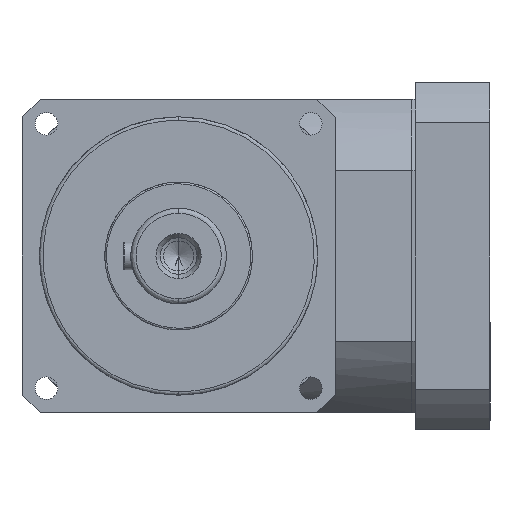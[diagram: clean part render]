
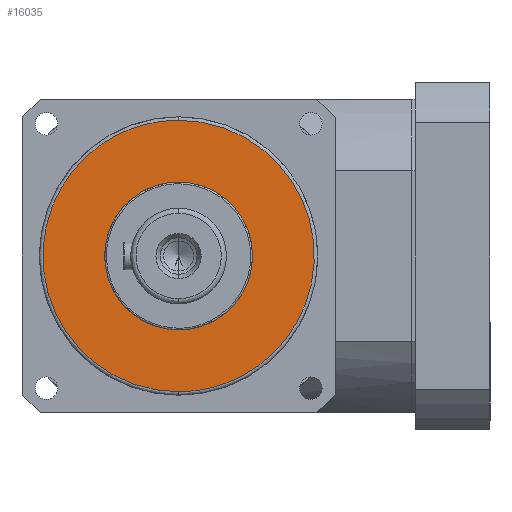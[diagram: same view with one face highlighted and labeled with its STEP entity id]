
A CAD part, left-side view. The second image highlights one B-rep face of the part: STEP entity #16035.
In plain terms, the highlighted face is planar.
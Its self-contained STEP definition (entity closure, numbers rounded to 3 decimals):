
#108 = CARTESIAN_POINT ( 'NONE',  ( 42.5, 0., 85. ) ) ;
#250 = DIRECTION ( 'NONE',  ( 1., 0., 0. ) ) ;
#593 = CIRCLE ( 'NONE', #8017, 42.5 ) ;
#867 = AXIS2_PLACEMENT_3D ( 'NONE', #1812, #12714, #3422 ) ;
#1338 = FACE_BOUND ( 'NONE', #14508, .T. ) ;
#1812 = CARTESIAN_POINT ( 'NONE',  ( 0., 0., 85. ) ) ;
#2131 = AXIS2_PLACEMENT_3D ( 'NONE', #18793, #9699, #250 ) ;
#2184 = VERTEX_POINT ( 'NONE', #7268 ) ;
#2397 = CARTESIAN_POINT ( 'NONE',  ( 78., 156., 85. ) ) ;
#3422 = DIRECTION ( 'NONE',  ( 1., 0., 0. ) ) ;
#5042 = EDGE_CURVE ( 'NONE', #11301, #5228, #15218, .T. ) ;
#5228 = VERTEX_POINT ( 'NONE', #14699 ) ;
#5597 = CARTESIAN_POINT ( 'NONE',  ( -78., 156., 85. ) ) ;
#6793 = CARTESIAN_POINT ( 'NONE',  ( 78., -156., 85. ) ) ;
#7268 = CARTESIAN_POINT ( 'NONE',  ( -42.5, 0., 85. ) ) ;
#7516 = ORIENTED_EDGE ( 'NONE', *, *, #13853, .F. ) ;
#8017 = AXIS2_PLACEMENT_3D ( 'NONE', #10757, #10737, #10693 ) ;
#8283 = ORIENTED_EDGE ( 'NONE', *, *, #8286, .F. ) ;
#8286 = EDGE_CURVE ( 'NONE', #2184, #18144, #593, .T. ) ;
#8666 = CARTESIAN_POINT ( 'NONE',  ( 78., 0., 85. ) ) ;
#9699 = DIRECTION ( 'NONE',  ( 0., 0., -1. ) ) ;
#10693 = DIRECTION ( 'NONE',  ( 1., 0., 0. ) ) ;
#10737 = DIRECTION ( 'NONE',  ( 0., 0., -1. ) ) ;
#10757 = CARTESIAN_POINT ( 'NONE',  ( 0., 0., 85. ) ) ;
#11301 = VERTEX_POINT ( 'NONE', #19233 ) ;
#12465 = CARTESIAN_POINT ( 'NONE',  ( -78., -156., 85. ) ) ;
#12489 = CARTESIAN_POINT ( 'NONE',  ( -78., 0., 85. ) ) ;
#12714 = DIRECTION ( 'NONE',  ( 0., 0., 1. ) ) ;
#12786 =( BOUNDED_CURVE ( )  B_SPLINE_CURVE ( 3, ( #13305, #2397, #5597, #16350 ),
 .UNSPECIFIED., .F., .F. ) 
 B_SPLINE_CURVE_WITH_KNOTS ( ( 4, 4 ),
 ( 0., 0.5 ),
 .UNSPECIFIED. ) 
 CURVE ( )  GEOMETRIC_REPRESENTATION_ITEM ( )  RATIONAL_B_SPLINE_CURVE ( ( 1., 0.333, 0.333, 1. ) ) 
 REPRESENTATION_ITEM ( '' )  );
#12820 = FACE_OUTER_BOUND ( 'NONE', #14214, .T. ) ;
#12843 = EDGE_CURVE ( 'NONE', #5228, #11301, #12786, .T. ) ;
#13305 = CARTESIAN_POINT ( 'NONE',  ( 78., 0., 85. ) ) ;
#13335 = CIRCLE ( 'NONE', #2131, 42.5 ) ;
#13853 = EDGE_CURVE ( 'NONE', #18144, #2184, #13335, .T. ) ;
#14214 = EDGE_LOOP ( 'NONE', ( #17725, #17855 ) ) ;
#14508 = EDGE_LOOP ( 'NONE', ( #7516, #8283 ) ) ;
#14699 = CARTESIAN_POINT ( 'NONE',  ( 78., 0., 85. ) ) ;
#15218 =( BOUNDED_CURVE ( )  B_SPLINE_CURVE ( 3, ( #12489, #12465, #6793, #8666 ),
 .UNSPECIFIED., .F., .F. ) 
 B_SPLINE_CURVE_WITH_KNOTS ( ( 4, 4 ),
 ( 0.5, 1. ),
 .UNSPECIFIED. ) 
 CURVE ( )  GEOMETRIC_REPRESENTATION_ITEM ( )  RATIONAL_B_SPLINE_CURVE ( ( 1., 0.333, 0.333, 1. ) ) 
 REPRESENTATION_ITEM ( '' )  );
#15670 = PLANE ( 'NONE',  #867 ) ;
#16035 = ADVANCED_FACE ( 'NONE', ( #1338, #12820 ), #15670, .F. ) ;
#16350 = CARTESIAN_POINT ( 'NONE',  ( -78., 0., 85. ) ) ;
#17725 = ORIENTED_EDGE ( 'NONE', *, *, #5042, .F. ) ;
#17855 = ORIENTED_EDGE ( 'NONE', *, *, #12843, .F. ) ;
#18144 = VERTEX_POINT ( 'NONE', #108 ) ;
#18793 = CARTESIAN_POINT ( 'NONE',  ( 0., 0., 85. ) ) ;
#19233 = CARTESIAN_POINT ( 'NONE',  ( -78., 0., 85. ) ) ;
